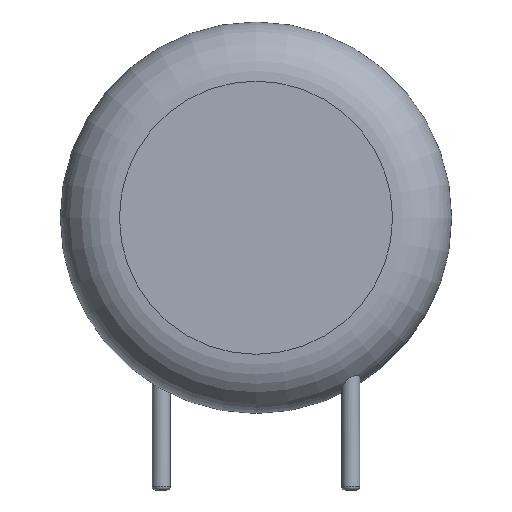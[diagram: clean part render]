
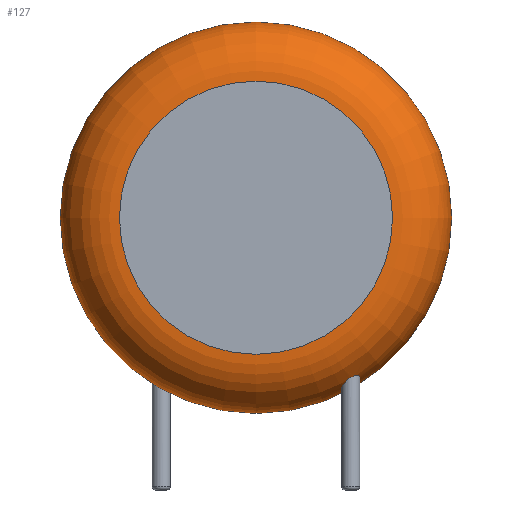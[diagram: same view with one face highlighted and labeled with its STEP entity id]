
A CAD part, front view. The second image highlights one B-rep face of the part: STEP entity #127.
In plain terms, the highlighted toroidal (fillet/blend) face has major radius 5.409 mm and minor radius 2.341 mm.
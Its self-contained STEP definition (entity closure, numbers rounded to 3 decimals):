
#24=VERTEX_POINT('',#25);
#25=CARTESIAN_POINT('',(11.5,-1.059,7.78));
#29=DIRECTION('',(0.,-1.,0.));
#30=ORIENTED_EDGE('',*,*,#31,.T.);
#31=EDGE_CURVE('',#24,#24,#32,.T.);
#32=CIRCLE('',#33,7.75);
#33=AXIS2_PLACEMENT_3D('',#34,#29,#35);
#34=CARTESIAN_POINT('',(3.75,-1.059,7.78));
#35=DIRECTION('',(1.,0.,0.));
#127=ADVANCED_FACE('',(#128,#144),#214,.T.);
#128=FACE_BOUND('',#129,.T.);
#129=EDGE_LOOP('',(#30,#130,#138,#143));
#130=ORIENTED_EDGE('',*,*,#131,.T.);
#131=EDGE_CURVE('',#24,#132,#134,.T.);
#132=VERTEX_POINT('',#133);
#133=CARTESIAN_POINT('',(9.159,-3.4,7.78));
#134=CIRCLE('',#135,2.341);
#135=AXIS2_PLACEMENT_3D('',#136,#137,#35);
#136=CARTESIAN_POINT('',(9.159,-1.059,7.78));
#137=DIRECTION('',(0.,0.,-1.));
#138=ORIENTED_EDGE('',*,*,#139,.F.);
#139=EDGE_CURVE('',#132,#132,#140,.T.);
#140=CIRCLE('',#141,5.409);
#141=AXIS2_PLACEMENT_3D('',#142,#29,#35);
#142=CARTESIAN_POINT('',(3.75,-3.4,7.78));
#143=ORIENTED_EDGE('',*,*,#131,.F.);
#144=FACE_BOUND('',#145,.T.);
#145=EDGE_LOOP('',(#146,#181));
#146=ORIENTED_EDGE('',*,*,#147,.T.);
#147=EDGE_CURVE('',#148,#150,#152,.T.);
#148=VERTEX_POINT('',#149);
#149=CARTESIAN_POINT('',(7.86,-2.,1.444));
#150=VERTEX_POINT('',#151);
#151=CARTESIAN_POINT('',(7.144,-1.948,1.008));
#152=B_SPLINE_CURVE_WITH_KNOTS('',8,(#149,#153,#154,#155,#156,#157,#158,#159,#160,#161,#162,#163,#164,#165,#166,#167,#168,#169,#170,#171,#172,#173,#174,#175,#176,#177,#178,#179,#180,#151),.UNSPECIFIED.,.F.,.F.,(9,7,7,7,9),(0.,0.231,0.614,0.874,1.),.UNSPECIFIED.);
#153=CARTESIAN_POINT('',(7.86,-1.97,1.428));
#154=CARTESIAN_POINT('',(7.857,-1.94,1.411));
#155=CARTESIAN_POINT('',(7.851,-1.911,1.394));
#156=CARTESIAN_POINT('',(7.843,-1.882,1.375));
#157=CARTESIAN_POINT('',(7.832,-1.854,1.356));
#158=CARTESIAN_POINT('',(7.818,-1.827,1.336));
#159=CARTESIAN_POINT('',(7.802,-1.802,1.316));
#160=CARTESIAN_POINT('',(7.753,-1.739,1.262));
#161=CARTESIAN_POINT('',(7.717,-1.705,1.227));
#162=CARTESIAN_POINT('',(7.674,-1.676,1.192));
#163=CARTESIAN_POINT('',(7.627,-1.654,1.158));
#164=CARTESIAN_POINT('',(7.575,-1.639,1.124));
#165=CARTESIAN_POINT('',(7.522,-1.634,1.091));
#166=CARTESIAN_POINT('',(7.467,-1.637,1.062));
#167=CARTESIAN_POINT('',(7.38,-1.659,1.021));
#168=CARTESIAN_POINT('',(7.345,-1.672,1.006));
#169=CARTESIAN_POINT('',(7.312,-1.688,0.994));
#170=CARTESIAN_POINT('',(7.281,-1.709,0.984));
#171=CARTESIAN_POINT('',(7.253,-1.733,0.978));
#172=CARTESIAN_POINT('',(7.228,-1.76,0.974));
#173=CARTESIAN_POINT('',(7.206,-1.789,0.974));
#174=CARTESIAN_POINT('',(7.18,-1.835,0.978));
#175=CARTESIAN_POINT('',(7.172,-1.85,0.98));
#176=CARTESIAN_POINT('',(7.165,-1.866,0.983));
#177=CARTESIAN_POINT('',(7.159,-1.882,0.987));
#178=CARTESIAN_POINT('',(7.154,-1.899,0.991));
#179=CARTESIAN_POINT('',(7.149,-1.915,0.996));
#180=CARTESIAN_POINT('',(7.146,-1.932,1.002));
#181=ORIENTED_EDGE('',*,*,#182,.T.);
#182=EDGE_CURVE('',#150,#148,#183,.T.);
#183=B_SPLINE_CURVE_WITH_KNOTS('',7,(#151,#184,#185,#186,#187,#188,#189,#190,#191,#192,#193,#194,#195,#196,#197,#198,#199,#200,#201,#202,#203,#204,#205,#206,#207,#208,#209,#210,#211,#212,#213,#149),.UNSPECIFIED.,.F.,.F.,(8,6,6,6,6,8),(0.,0.306,0.491,0.678,0.854,1.),.UNSPECIFIED.);
#184=CARTESIAN_POINT('',(7.136,-1.999,1.028));
#185=CARTESIAN_POINT('',(7.138,-2.051,1.054));
#186=CARTESIAN_POINT('',(7.147,-2.101,1.086));
#187=CARTESIAN_POINT('',(7.165,-2.148,1.122));
#188=CARTESIAN_POINT('',(7.189,-2.191,1.161));
#189=CARTESIAN_POINT('',(7.219,-2.23,1.202));
#190=CARTESIAN_POINT('',(7.276,-2.283,1.269));
#191=CARTESIAN_POINT('',(7.3,-2.302,1.295));
#192=CARTESIAN_POINT('',(7.325,-2.318,1.32));
#193=CARTESIAN_POINT('',(7.353,-2.331,1.346));
#194=CARTESIAN_POINT('',(7.381,-2.342,1.37));
#195=CARTESIAN_POINT('',(7.412,-2.35,1.394));
#196=CARTESIAN_POINT('',(7.475,-2.361,1.438));
#197=CARTESIAN_POINT('',(7.508,-2.362,1.459));
#198=CARTESIAN_POINT('',(7.541,-2.361,1.478));
#199=CARTESIAN_POINT('',(7.575,-2.355,1.494));
#200=CARTESIAN_POINT('',(7.608,-2.346,1.507));
#201=CARTESIAN_POINT('',(7.639,-2.334,1.517));
#202=CARTESIAN_POINT('',(7.697,-2.303,1.53));
#203=CARTESIAN_POINT('',(7.723,-2.285,1.533));
#204=CARTESIAN_POINT('',(7.748,-2.265,1.534));
#205=CARTESIAN_POINT('',(7.77,-2.243,1.532));
#206=CARTESIAN_POINT('',(7.789,-2.218,1.528));
#207=CARTESIAN_POINT('',(7.806,-2.192,1.522));
#208=CARTESIAN_POINT('',(7.831,-2.143,1.507));
#209=CARTESIAN_POINT('',(7.841,-2.12,1.499));
#210=CARTESIAN_POINT('',(7.849,-2.097,1.49));
#211=CARTESIAN_POINT('',(7.854,-2.073,1.48));
#212=CARTESIAN_POINT('',(7.858,-2.048,1.468));
#213=CARTESIAN_POINT('',(7.86,-2.024,1.457));
#214=TOROIDAL_SURFACE('',#33,5.409,2.341);
